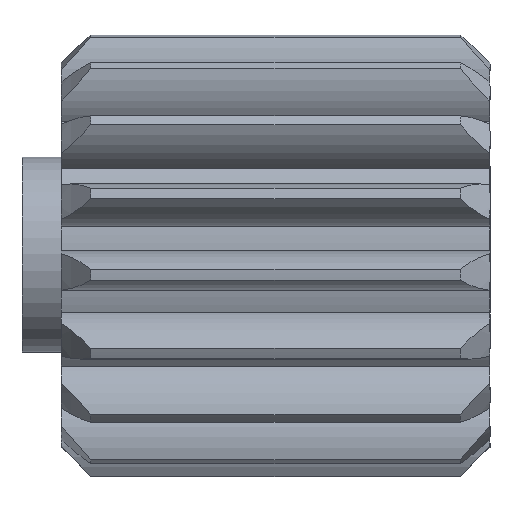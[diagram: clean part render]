
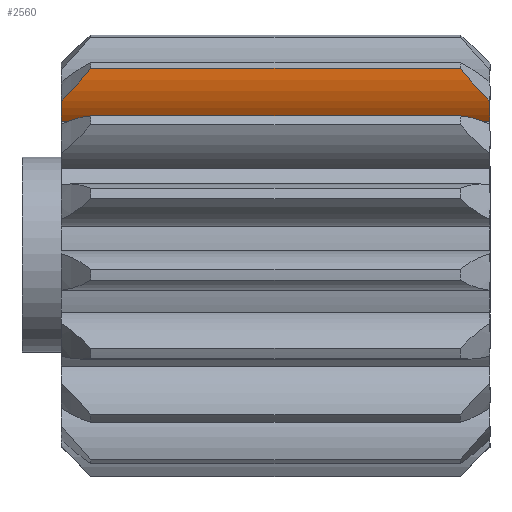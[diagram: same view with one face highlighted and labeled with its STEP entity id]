
A CAD part, top view. The second image highlights one B-rep face of the part: STEP entity #2560.
In plain terms, the highlighted cylindrical face has radius 2.04 mm (diameter 4.08 mm), a partial arc.
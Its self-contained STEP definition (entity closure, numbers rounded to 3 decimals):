
#5 = VERTEX_POINT ( 'NONE', #70 ) ;
#70 = CARTESIAN_POINT ( 'NONE',  ( 0.762, 4.77, 3.121 ) ) ;
#78 = B_SPLINE_CURVE_WITH_KNOTS ( 'NONE', 3,
 ( #627, #271, #553, #2296 ),
 .UNSPECIFIED., .F., .F.,
 ( 4, 4 ),
 ( 0., 0.001 ),
 .UNSPECIFIED. ) ;
#271 = CARTESIAN_POINT ( 'NONE',  ( 0.52, 4.47, 3.136 ) ) ;
#404 = CARTESIAN_POINT ( 'NONE',  ( 10.733, 4.191, 3.086 ) ) ;
#476 = FACE_OUTER_BOUND ( 'NONE', #3267, .T. ) ;
#553 = CARTESIAN_POINT ( 'NONE',  ( 0.267, 4.191, 3.086 ) ) ;
#626 = AXIS2_PLACEMENT_3D ( 'NONE', #1339, #3366, #1924 ) ;
#627 = CARTESIAN_POINT ( 'NONE',  ( 0.762, 4.77, 3.121 ) ) ;
#704 = AXIS2_PLACEMENT_3D ( 'NONE', #3402, #1710, #3427 ) ;
#743 = CARTESIAN_POINT ( 'NONE',  ( 11., 4.77, 3.121 ) ) ;
#831 = EDGE_CURVE ( 'NONE', #2041, #3005, #1494, .T. ) ;
#882 = DIRECTION ( 'NONE',  ( 1., 0., 0. ) ) ;
#950 = CARTESIAN_POINT ( 'NONE',  ( 0., 3.415, 2.693 ) ) ;
#1041 = EDGE_CURVE ( 'NONE', #5, #2067, #78, .T. ) ;
#1093 = ORIENTED_EDGE ( 'NONE', *, *, #2899, .T. ) ;
#1287 = CARTESIAN_POINT ( 'NONE',  ( 10.238, 4.77, 3.121 ) ) ;
#1339 = CARTESIAN_POINT ( 'NONE',  ( 11., 4.668, 1.084 ) ) ;
#1445 = AXIS2_PLACEMENT_3D ( 'NONE', #2625, #882, #2915 ) ;
#1492 = ORIENTED_EDGE ( 'NONE', *, *, #1648, .F. ) ;
#1494 = CIRCLE ( 'NONE', #626, 2.04 ) ;
#1553 = CARTESIAN_POINT ( 'NONE',  ( 10.238, 4.77, 3.121 ) ) ;
#1648 = EDGE_CURVE ( 'NONE', #2041, #2796, #2078, .T. ) ;
#1675 = CIRCLE ( 'NONE', #1445, 2.04 ) ;
#1710 = DIRECTION ( 'NONE',  ( -1., 0., 0. ) ) ;
#1924 = DIRECTION ( 'NONE',  ( 0., 0., 1. ) ) ;
#1932 = CYLINDRICAL_SURFACE ( 'NONE', #704, 2.04 ) ;
#1976 = ORIENTED_EDGE ( 'NONE', *, *, #3662, .T. ) ;
#2026 = EDGE_CURVE ( 'NONE', #2274, #5, #3694, .T. ) ;
#2041 = VERTEX_POINT ( 'NONE', #3072 ) ;
#2067 = VERTEX_POINT ( 'NONE', #3652 ) ;
#2078 = LINE ( 'NONE', #3364, #2755 ) ;
#2134 = ORIENTED_EDGE ( 'NONE', *, *, #2026, .T. ) ;
#2182 = DIRECTION ( 'NONE',  ( -1., 0., 0. ) ) ;
#2198 = DIRECTION ( 'NONE',  ( -1., 0., 0. ) ) ;
#2274 = VERTEX_POINT ( 'NONE', #1553 ) ;
#2296 = CARTESIAN_POINT ( 'NONE',  ( 0., 3.933, 2.986 ) ) ;
#2454 = CARTESIAN_POINT ( 'NONE',  ( 11., 3.933, 2.986 ) ) ;
#2560 = ADVANCED_FACE ( 'NONE', ( #476 ), #1932, .T. ) ;
#2572 = ORIENTED_EDGE ( 'NONE', *, *, #1041, .T. ) ;
#2625 = CARTESIAN_POINT ( 'NONE',  ( 0., 4.668, 1.084 ) ) ;
#2755 = VECTOR ( 'NONE', #2198, 1000. ) ;
#2777 = ORIENTED_EDGE ( 'NONE', *, *, #831, .T. ) ;
#2796 = VERTEX_POINT ( 'NONE', #950 ) ;
#2853 = CARTESIAN_POINT ( 'NONE',  ( 11., 3.933, 2.986 ) ) ;
#2899 = EDGE_CURVE ( 'NONE', #3005, #2274, #2916, .T. ) ;
#2915 = DIRECTION ( 'NONE',  ( 0., 0., 1. ) ) ;
#2916 = B_SPLINE_CURVE_WITH_KNOTS ( 'NONE', 3,
 ( #2454, #404, #3039, #1287 ),
 .UNSPECIFIED., .F., .F.,
 ( 4, 4 ),
 ( 0., 0.001 ),
 .UNSPECIFIED. ) ;
#3005 = VERTEX_POINT ( 'NONE', #2853 ) ;
#3039 = CARTESIAN_POINT ( 'NONE',  ( 10.48, 4.47, 3.136 ) ) ;
#3072 = CARTESIAN_POINT ( 'NONE',  ( 11., 3.415, 2.693 ) ) ;
#3267 = EDGE_LOOP ( 'NONE', ( #2777, #1093, #2134, #2572, #1976, #1492 ) ) ;
#3364 = CARTESIAN_POINT ( 'NONE',  ( 11., 3.415, 2.693 ) ) ;
#3366 = DIRECTION ( 'NONE',  ( -1., 0., 0. ) ) ;
#3402 = CARTESIAN_POINT ( 'NONE',  ( 11., 4.668, 1.084 ) ) ;
#3427 = DIRECTION ( 'NONE',  ( 0., 0., 1. ) ) ;
#3606 = VECTOR ( 'NONE', #2182, 1000. ) ;
#3652 = CARTESIAN_POINT ( 'NONE',  ( 0., 3.933, 2.986 ) ) ;
#3662 = EDGE_CURVE ( 'NONE', #2067, #2796, #1675, .T. ) ;
#3694 = LINE ( 'NONE', #743, #3606 ) ;
